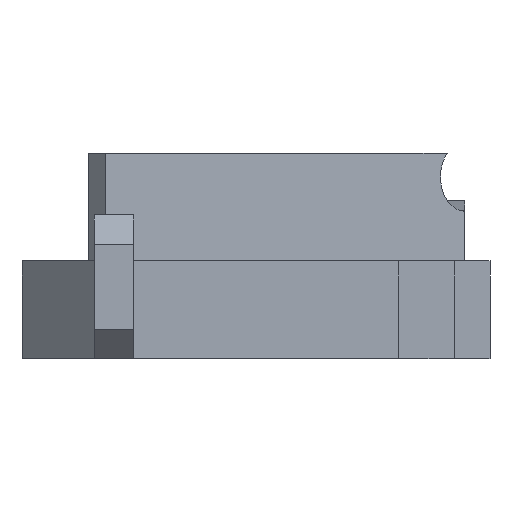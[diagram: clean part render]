
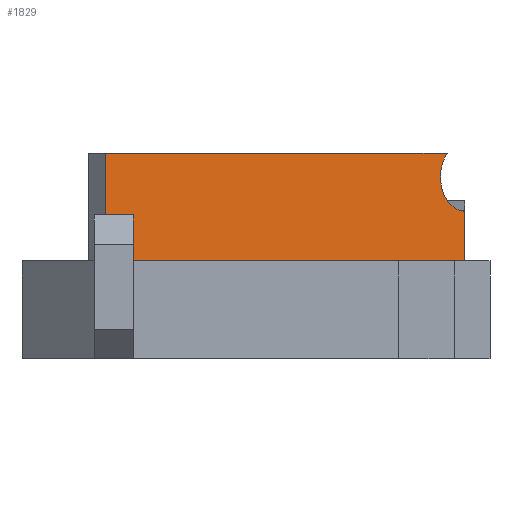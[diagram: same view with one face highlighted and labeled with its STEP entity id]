
A CAD part, left-side view. The second image highlights one B-rep face of the part: STEP entity #1829.
In plain terms, the highlighted planar face has unit normal (-0.707, -0.707, 0).
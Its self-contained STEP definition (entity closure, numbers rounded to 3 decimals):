
#24=PLANE('',#1940);
#127=FACE_OUTER_BOUND('',#232,.T.);
#232=EDGE_LOOP('',(#1301,#1302,#1303,#1304,#1305));
#346=CIRCLE('',#1939,3.5);
#353=LINE('',#2549,#610);
#354=LINE('',#2551,#611);
#355=LINE('',#2553,#612);
#356=LINE('',#2554,#613);
#610=VECTOR('',#2064,10.);
#611=VECTOR('',#2065,10.);
#612=VECTOR('',#2066,10.);
#613=VECTOR('',#2067,10.);
#868=VERTEX_POINT('',#2536);
#872=VERTEX_POINT('',#2544);
#873=VERTEX_POINT('',#2548);
#874=VERTEX_POINT('',#2550);
#875=VERTEX_POINT('',#2552);
#1035=EDGE_CURVE('',#868,#872,#346,.T.);
#1036=EDGE_CURVE('',#872,#873,#353,.F.);
#1037=EDGE_CURVE('',#874,#873,#354,.T.);
#1038=EDGE_CURVE('',#875,#874,#355,.T.);
#1039=EDGE_CURVE('',#875,#868,#356,.T.);
#1301=ORIENTED_EDGE('',*,*,#1035,.T.);
#1302=ORIENTED_EDGE('',*,*,#1036,.T.);
#1303=ORIENTED_EDGE('',*,*,#1037,.F.);
#1304=ORIENTED_EDGE('',*,*,#1038,.F.);
#1305=ORIENTED_EDGE('',*,*,#1039,.T.);
#1829=ADVANCED_FACE('',(#127),#24,.T.);
#1939=AXIS2_PLACEMENT_3D('',#2546,#2060,#2061);
#1940=AXIS2_PLACEMENT_3D('',#2547,#2062,#2063);
#2060=DIRECTION('center_axis',(0.707,0.707,0.));
#2061=DIRECTION('ref_axis',(0.707,-0.707,0.));
#2062=DIRECTION('center_axis',(-0.707,-0.707,0.));
#2063=DIRECTION('ref_axis',(0.707,-0.707,0.));
#2064=DIRECTION('',(0.707,-0.707,0.));
#2065=DIRECTION('',(0.,0.,1.));
#2066=DIRECTION('',(-0.707,0.707,0.));
#2067=DIRECTION('',(0.,0.,1.));
#2536=CARTESIAN_POINT('',(49.358,2.593,15.1));
#2544=CARTESIAN_POINT('',(47.557,4.394,21.));
#2546=CARTESIAN_POINT('Origin',(49.358,2.593,18.6));
#2547=CARTESIAN_POINT('Origin',(12.588,39.362,0.));
#2548=CARTESIAN_POINT('',(12.588,39.362,21.));
#2549=CARTESIAN_POINT('',(22.223,29.728,21.));
#2550=CARTESIAN_POINT('',(12.588,39.362,10.));
#2551=CARTESIAN_POINT('',(12.588,39.362,0.));
#2552=CARTESIAN_POINT('',(49.358,2.593,10.));
#2553=CARTESIAN_POINT('',(49.358,2.593,10.));
#2554=CARTESIAN_POINT('',(49.358,2.593,0.));
